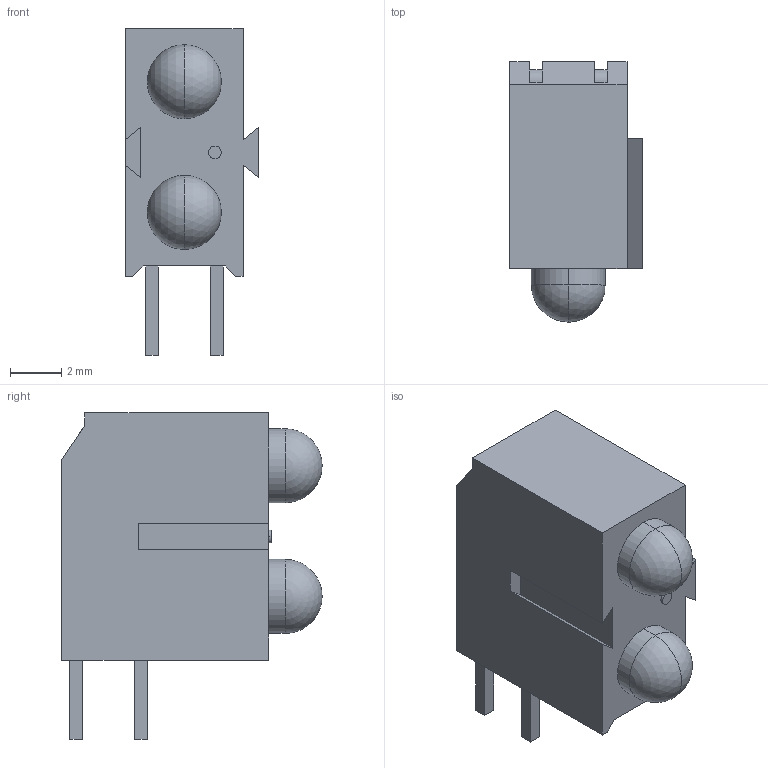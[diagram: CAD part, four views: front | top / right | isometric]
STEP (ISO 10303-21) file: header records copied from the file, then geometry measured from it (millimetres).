
FILE_DESCRIPTION(('FreeCAD Model'),'2;1');
FILE_NAME( '934CA.step', '2018-06-06T09:48:28',('kicad StepUp'),('ksu MCAD'), 'Open CASCADE STEP processor 6.8','FreeCAD','Unknown');
FILE_SCHEMA(('AUTOMOTIVE_DESIGN_CC2 { 1 2 10303 214 -1 1 5 4 }'));
Length unit declared in the file: millimetre
Products named in the file (1): 934CA
Bounding box: 5.2 x 10.2 x 12.8 mm (x, y, z)
Volume: 362.4 mm3; surface area: 429.4 mm2
Topology: 1 solids, 1 shells, 350 faces, 945 edges, 624 vertices
Faces by surface type: plane 222, bspline 116, cylinder 8, sphere 4
Entity records: 18770 total; most frequent: CARTESIAN_POINT 8304, ORIENTED_EDGE 1882, DIRECTION 1203, EDGE_CURVE 941, LINE 685, VECTOR 685, VERTEX_POINT 624, FACE_BOUND 381
